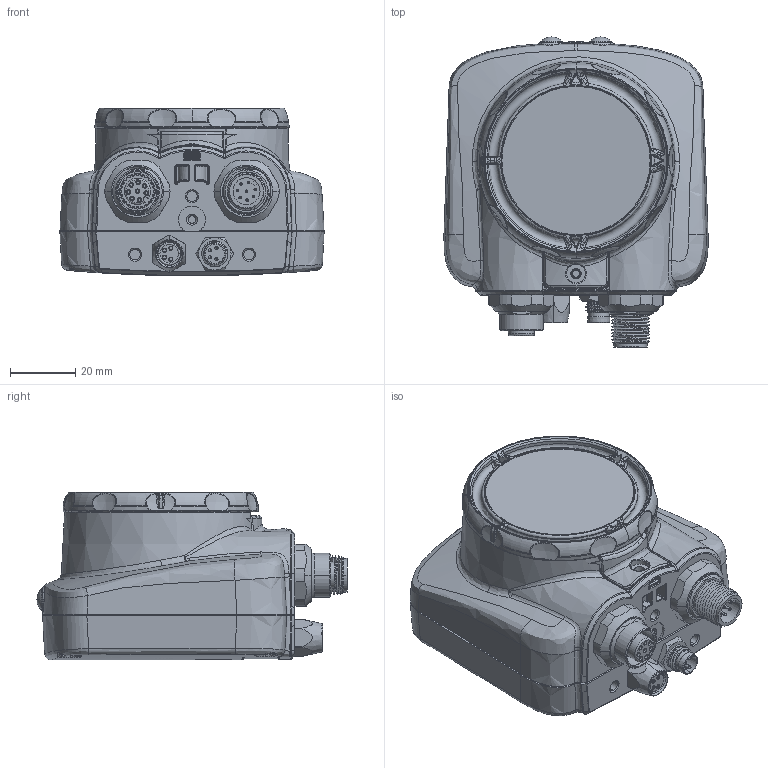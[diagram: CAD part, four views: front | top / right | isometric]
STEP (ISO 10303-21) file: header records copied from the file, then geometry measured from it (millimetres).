
FILE_DESCRIPTION((''),'2;1');
FILE_NAME('154663_SM01_ASM','2025-10-10T10:46:27',('banengservice'),('BANNER ENGINEERING'),'CREO PARAMETRIC BY PTC INC, 2022414','CREO PARAMETRIC BY PTC INC, 2022414','');
FILE_SCHEMA(('CONFIG_CONTROL_DESIGN'));
Products named in the file (2): 154663_EP01; 154663_SM01_ASM
Assembly tree (1 placements, depth 2):
  154663_SM01_ASM
    154663_EP01
Bounding box: 81.17 x 95.25 x 51.45 mm (x, y, z)
Volume: 230774.8 mm3; surface area: 32955.3 mm2
Topology: 1 solids, 2 shells, 1528 faces, 3887 edges, 2384 vertices
Faces by surface type: bspline 474, cylinder 459, plane 281, cone 157, torus 122, sphere 35
Entity records: 88127 total; most frequent: CARTESIAN_POINT 54072, ORIENTED_EDGE 7746, DIRECTION 6471, EDGE_CURVE 3873, AXIS2_PLACEMENT_3D 2773, VERTEX_POINT 2384, CIRCLE 1716, EDGE_LOOP 1641
